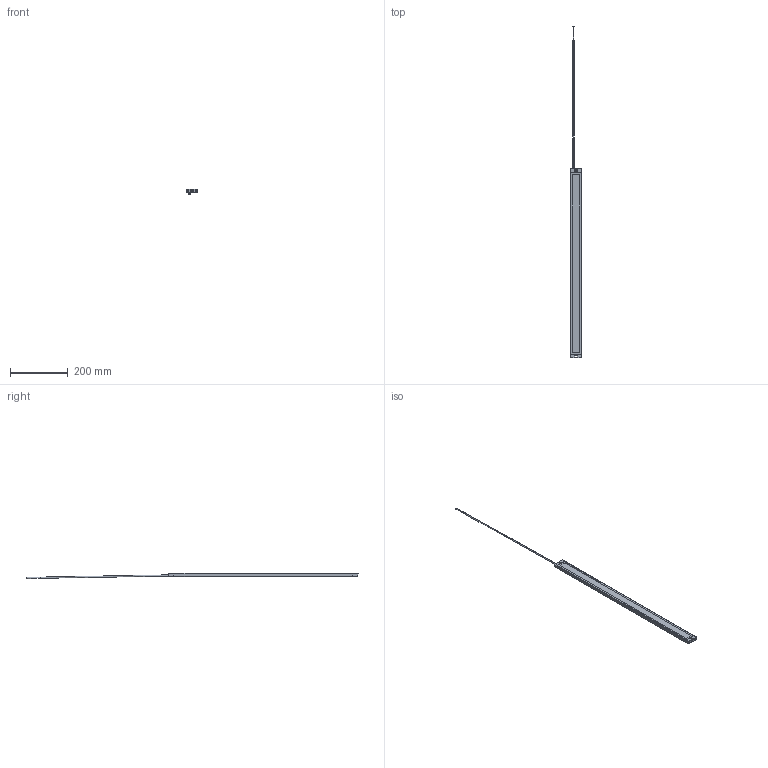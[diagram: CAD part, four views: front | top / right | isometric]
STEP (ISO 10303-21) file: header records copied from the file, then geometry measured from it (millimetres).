
FILE_DESCRIPTION(('CATIA V5 STEP Exchange','CAx-IF Rec.Pracs.--- Model Styling and Organization---1.5--- 2016-08-15','CAx-IF Rec.Pracs.---Supplemental Geometry---1.0---2011-11-01','CAx-IF Rec.Pracs.--- Composite Materials ---1.1---2010-07-15'),'2;1');
FILE_NAME ('1362047-3_0', '2025-12-11T09:23:26+00:00', ('none'), ('Weidmueller'), 'CATIA Version 5-6 Release 2024 SP4', 'CATIA V5 STEP AP214 v3', 'none');
FILE_SCHEMA(('AUTOMOTIVE_DESIGN { 1 0 10303 214 1 1 1 1 }'));
Length unit declared in the file: millimetre
Products named in the file (1): WIL-XXXX 655-OE
Bounding box: 40 x 1148.01 x 17.83 mm (x, y, z)
Volume: 277524.1 mm3; surface area: 89588 mm2
Topology: 1 solids, 1 shells, 366 faces, 1074 edges, 700 vertices
Faces by surface type: plane 161, cylinder 121, cone 70, torus 8, bspline 6
Entity records: 12933 total; most frequent: CARTESIAN_POINT 4414, ORIENTED_EDGE 2114, DIRECTION 1085, EDGE_CURVE 1057, VERTEX_POINT 700, VECTOR 478, LINE 478, AXIS2_PLACEMENT_3D 416
